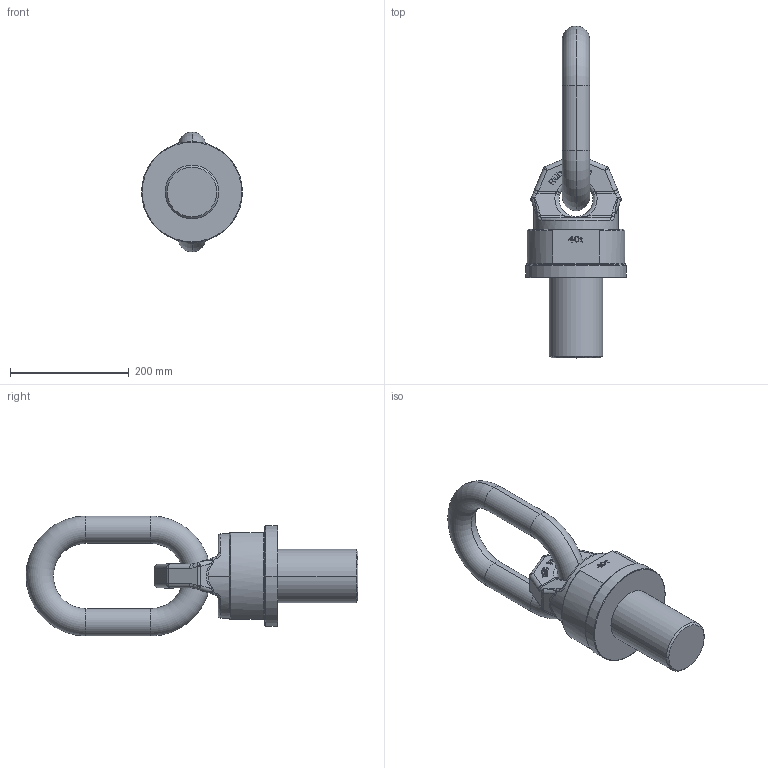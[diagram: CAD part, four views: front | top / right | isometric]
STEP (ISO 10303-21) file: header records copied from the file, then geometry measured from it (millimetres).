
FILE_DESCRIPTION((''),'2;1');
FILE_NAME('001-M34580-P-30_ASM','2019-06-27T',('anja.joas'),(''),'PRO/ENGINEER BY PARAMETRIC TECHNOLOGY CORPORATION, 2011490','PRO/ENGINEER BY PARAMETRIC TECHNOLOGY CORPORATION, 2011490','');
FILE_SCHEMA(('CONFIG_CONTROL_DESIGN'));
Length unit declared in the file: millimetre
Products named in the file (4): 001-M33405-P-10_AF0; 001-M31356-P-10; 001-M34580-P-1; 001-M34580-P-30_ASM
Assembly tree (3 placements, depth 2):
  001-M34580-P-30_ASM
    001-M33405-P-10_AF0
    001-M31356-P-10
    001-M34580-P-1
Bounding box: 170 x 559 x 202 mm (x, y, z)
Volume: 4502353.9 mm3; surface area: 296790.8 mm2
Topology: 3 solids, 3 shells, 449 faces, 1178 edges, 752 vertices
Faces by surface type: plane 314, bspline 62, cylinder 55, torus 10, cone 8
Entity records: 16810 total; most frequent: CARTESIAN_POINT 6074, ORIENTED_EDGE 2356, DIRECTION 1964, EDGE_CURVE 1178, VECTOR 908, LINE 908, VERTEX_POINT 752, AXIS2_PLACEMENT_3D 528
